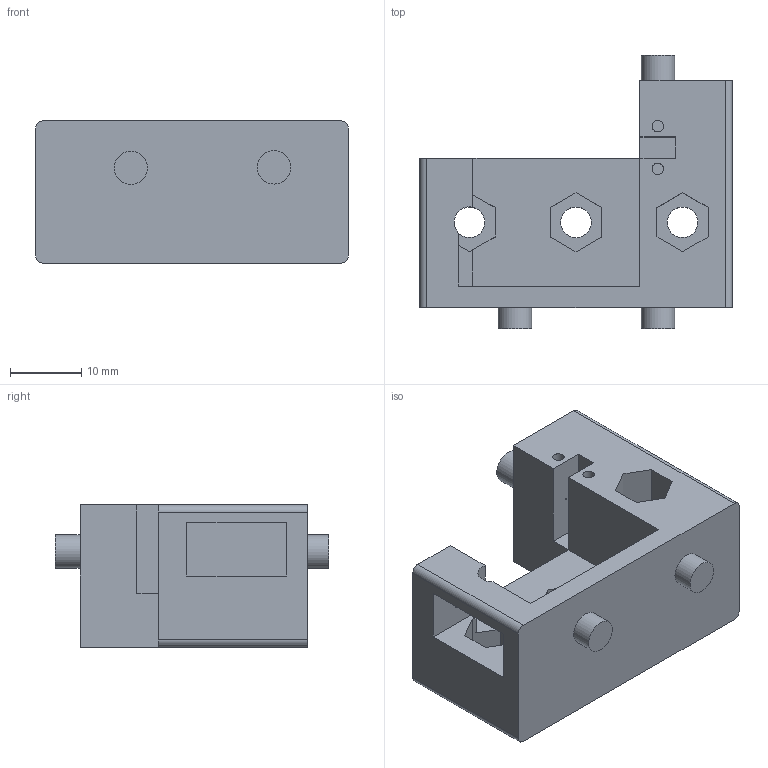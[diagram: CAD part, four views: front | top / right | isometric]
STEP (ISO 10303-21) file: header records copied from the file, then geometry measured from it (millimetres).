
FILE_DESCRIPTION(/* description */ (''),/* implementation_level */ '2;1');
FILE_NAME(/* name */ '',/* time_stamp */ '2025-07-18T09:24:44+08:00',/* author */ (''),/* organization */ (''),/* preprocessor_version */ 'ST-DEVELOPER v20.1',/* originating_system */ 'Autodesk Translation Framework v14.10.0.0',/* authorisation */ '');
FILE_SCHEMA (('AUTOMOTIVE_DESIGN { 1 0 10303 214 3 1 1 }'));
Length unit declared in the file: millimetre
Products named in the file (2): hand; 零部件2
Assembly tree (1 placements, depth 2):
  hand
    零部件2
Bounding box: 44 x 38.5 x 20 mm (x, y, z)
Volume: 13658.9 mm3; surface area: 6781.7 mm2
Topology: 1 solids, 1 shells, 70 faces, 178 edges, 119 vertices
Faces by surface type: plane 50, cylinder 20
Full cylindrical faces by diameter (mm): 0.2 x6, 1.6 x3, 4.3 x3, 4.7 x3
Entity records: 2318 total; most frequent: CARTESIAN_POINT 506, ORIENTED_EDGE 356, DIRECTION 352, EDGE_CURVE 178, LINE 134, VECTOR 134, VERTEX_POINT 119, AXIS2_PLACEMENT_3D 109
